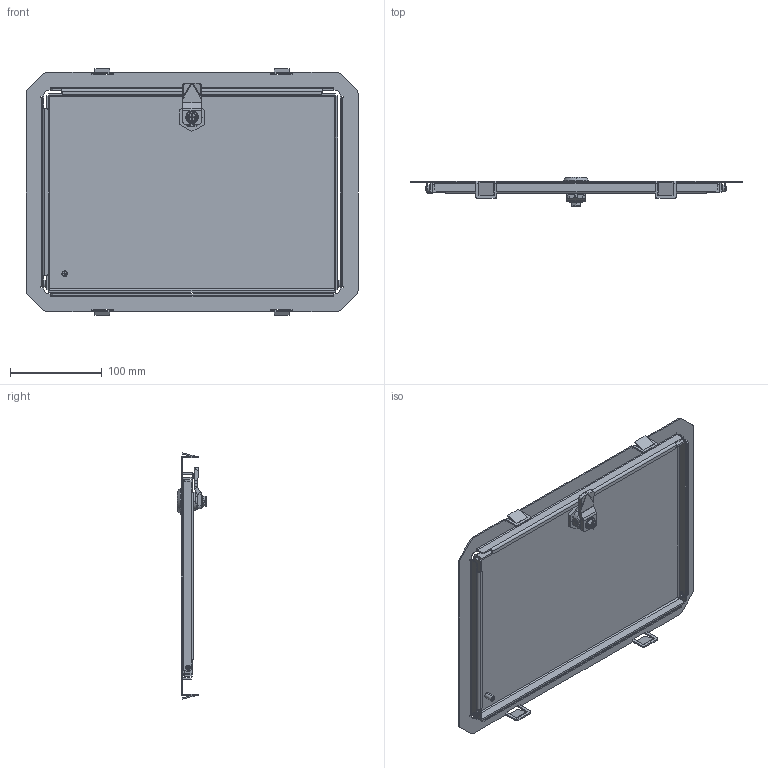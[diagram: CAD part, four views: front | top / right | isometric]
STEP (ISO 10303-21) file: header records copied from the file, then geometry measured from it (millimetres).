
FILE_DESCRIPTION (( 'STEP AP214' ), '1' );
FILE_NAME ('IDS ARCA 4030.STEP', '2015-09-17T07:45:48', ( '' ), ( '' ), 'SwSTEP 2.0', 'SolidWorks 2014', '' );
FILE_SCHEMA (( 'AUTOMOTIVE_DESIGN' ));
Length unit declared in the file: millimetre
Products named in the file (11): 12750_A1; IDS cam; 1000-u187-n2_asm; 1000-02; 1000-102A-D_ASM; 1000-102A-2X; 1000-102A-1X_AF0; ARCA IDS 4030 Cover; 91290A138_91290A138; IDS ARCA 4030 FRAME; IDS ARCA 4030
Assembly tree (11 placements, depth 4):
  IDS ARCA 4030
    IDS ARCA 4030 FRAME
    91290A138_91290A138  x2
    ARCA IDS 4030 Cover
    12750_A1
      1000-102A-D_ASM
        1000-102A-1X_AF0
        1000-102A-2X
      1000-02
      1000-u187-n2_asm
      IDS cam
Bounding box: 361 x 31.65 x 268.01 mm (x, y, z)
Volume: 12116.5 mm3; surface area: 242937.4 mm2
Topology: 8 solids, 14 shells, 892 faces, 2289 edges, 1397 vertices
Faces by surface type: plane 440, cylinder 317, cone 68, bspline 35, torus 26, sphere 6
Entity records: 36420 total; most frequent: CARTESIAN_POINT 8176, DIRECTION 4160, ORIENTED_EDGE 4156, EDGE_CURVE 2142, AXIS2_PLACEMENT_3D 1416, LINE 1328, VECTOR 1328, VERTEX_POINT 1308
